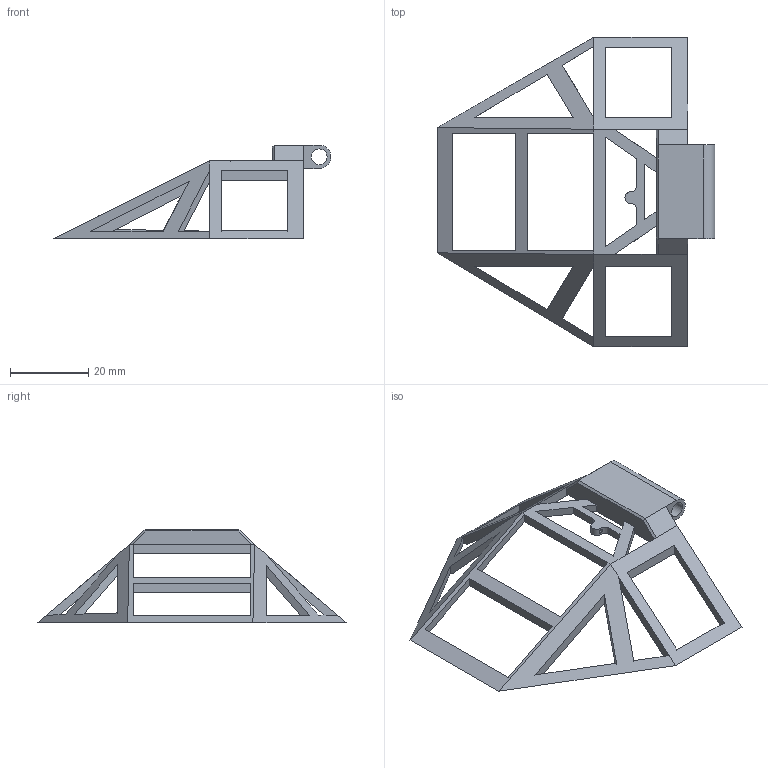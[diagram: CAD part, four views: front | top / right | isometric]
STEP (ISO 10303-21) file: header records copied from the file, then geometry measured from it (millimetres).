
FILE_DESCRIPTION(/* description */ (''),/* implementation_level */ '2;1');
FILE_NAME(/* name */ 'CockkpitCage v11.step',/* time_stamp */ '2024-02-12T16:40:41+01:00',/* author */ (''),/* organization */ (''),/* preprocessor_version */ 'ST-DEVELOPER v20',/* originating_system */ 'Autodesk Translation Framework v12.20.1.177',/* authorisation */ '');
FILE_SCHEMA (('AUTOMOTIVE_DESIGN { 1 0 10303 214 3 1 1 }'));
Length unit declared in the file: millimetre
Products named in the file (1): CockkpitCage
Bounding box: 71 x 79 x 24 mm (x, y, z)
Volume: 5261.3 mm3; surface area: 6989.7 mm2
Topology: 1 solids, 1 shells, 73 faces, 244 edges, 156 vertices
Faces by surface type: plane 67, cylinder 6
Full cylindrical faces by diameter (mm): 1 x1, 4 x1
Entity records: 2739 total; most frequent: CARTESIAN_POINT 544, ORIENTED_EDGE 488, DIRECTION 398, EDGE_CURVE 244, LINE 230, VECTOR 230, VERTEX_POINT 156, EDGE_LOOP 84
